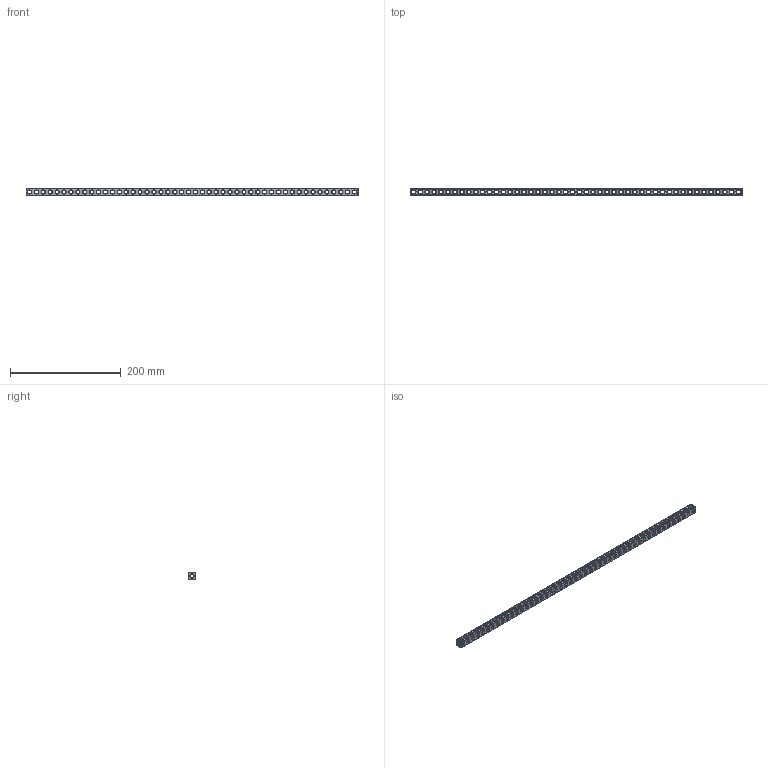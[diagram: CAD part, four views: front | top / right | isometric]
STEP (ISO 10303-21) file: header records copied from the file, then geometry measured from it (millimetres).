
FILE_DESCRIPTION(('FreeCAD Model'),'2;1');
FILE_NAME('Open CASCADE Shape Model','2021-05-30T23:30:47',( 'Paulo Kiefe'),('STEMFIE.org'),'Open CASCADE STEP processor 7.4', 'FreeCAD','Unknown');
FILE_SCHEMA(('AUTOMOTIVE_DESIGN { 1 0 10303 214 1 1 1 1 }'));
Products named in the file (1): Beam_STR_ESS_BU48x01x01_-_SPN-BEM-0085_(stemfie.org)
Bounding box: 600 x 12.5 x 12.5 mm (x, y, z)
Volume: 46858.4 mm3; surface area: 41828.5 mm2
Topology: 1 solids, 1 shells, 998 faces, 3313 edges, 2208 vertices
Faces by surface type: plane 383, cylinder 289, cone 194, extrusion 132
Full cylindrical faces by diameter (mm): 7 x241, 9.2 x48
Entity records: 96597 total; most frequent: CARTESIAN_POINT 34938, DIRECTION 10428, ORIENTED_EDGE 6626, PCURVE 6626, DEFINITIONAL_REPRESENTATION 6626, VECTOR 5469, LINE 5337, EDGE_CURVE 3313
